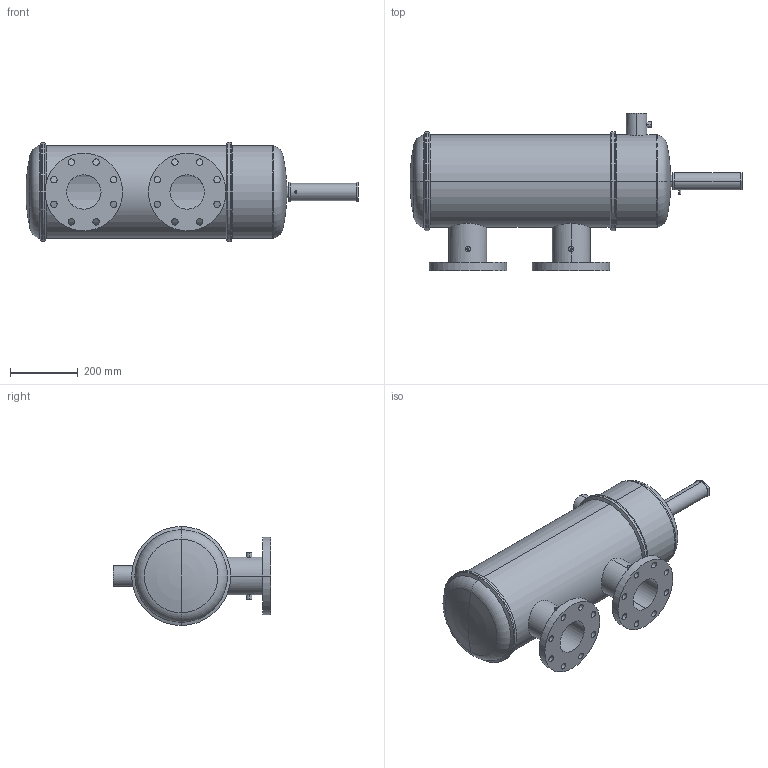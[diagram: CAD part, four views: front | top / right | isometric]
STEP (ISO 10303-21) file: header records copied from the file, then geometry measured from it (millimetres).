
FILE_DESCRIPTION (( 'STEP AP203' ), '1' );
FILE_NAME ('AS4-180C.STEP', '2020-07-26T11:33:16', ( '' ), ( '' ), 'SwSTEP 2.0', 'SolidWorks 2017', '' );
FILE_SCHEMA (( 'CONFIG_CONTROL_DESIGN' ));
Length unit declared in the file: inch
Products named in the file (1): AS4-180C
Bounding box: 978.51 x 463.55 x 291.93 mm (x, y, z)
Volume: 5944074.5 mm3; surface area: 1891326.7 mm2
Topology: 6 solids, 6 shells, 162 faces, 394 edges, 246 vertices
Faces by surface type: cylinder 94, plane 32, torus 20, cone 16
Entity records: 6531 total; most frequent: CARTESIAN_POINT 2479, DIRECTION 868, ORIENTED_EDGE 780, EDGE_CURVE 390, AXIS2_PLACEMENT_3D 359, VERTEX_POINT 246, EDGE_LOOP 226, CIRCLE 196
